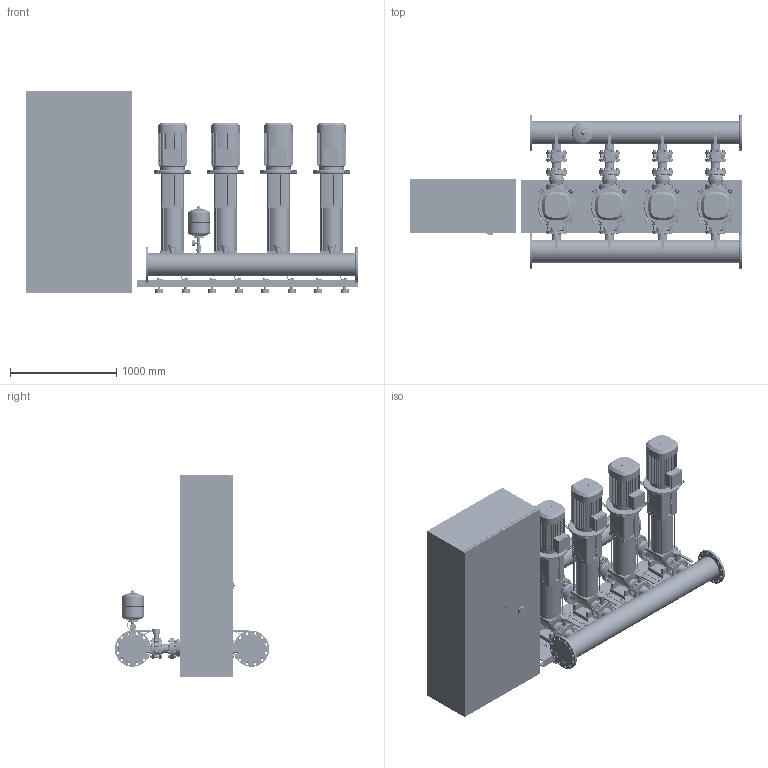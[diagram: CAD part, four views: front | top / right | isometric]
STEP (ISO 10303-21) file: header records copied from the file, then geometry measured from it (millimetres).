
FILE_DESCRIPTION((''),'2;1');
FILE_NAME('3d_COR-4HELIXV5204_2_K_CC-02-2530730.stp','2016-01-22T13:37:58',(''),(''),'Mechanical Desktop 2009','Mechanical Desktop 2009',', , ');
FILE_SCHEMA(('CONFIG_CONTROL_DESIGN'));
Length unit declared in the file: millimetre
Products named in the file (1): Product
Bounding box: 3130 x 1456 x 1900 mm (x, y, z)
Volume: 1419621851.8 mm3; surface area: 31625922.7 mm2
Topology: 371 solids, 371 shells, 12245 faces, 30657 edges, 19773 vertices
Faces by surface type: bspline 5152, plane 3351, cylinder 2680, torus 628, cone 368, sphere 66
Entity records: 425312 total; most frequent: CARTESIAN_POINT 140202, ORIENTED_EDGE 61186, DIRECTION 54339, EDGE_CURVE 30593, VERTEX_POINT 19772, AXIS2_PLACEMENT_3D 18228, VECTOR 17883, LINE 17883
